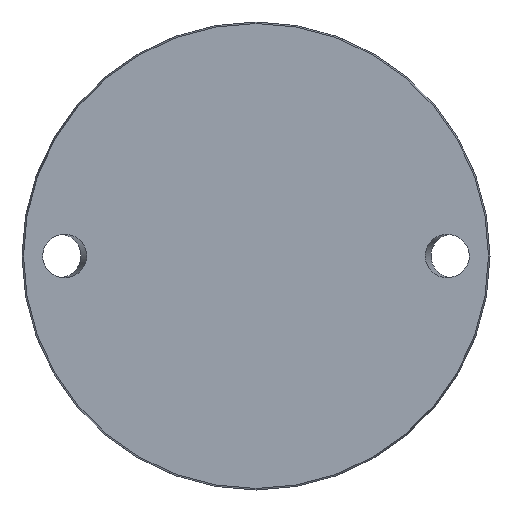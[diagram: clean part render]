
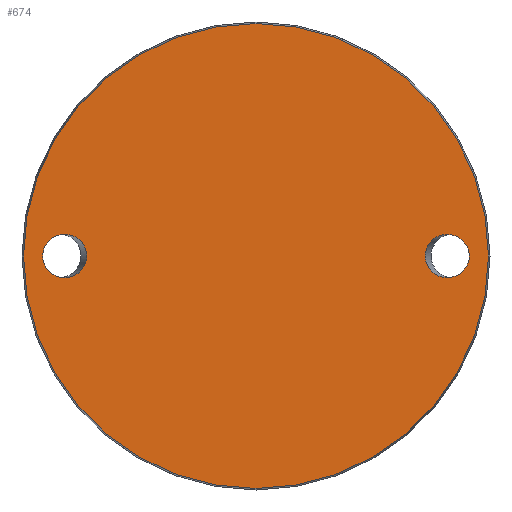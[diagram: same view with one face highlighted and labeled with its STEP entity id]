
A CAD part, front view. The second image highlights one B-rep face of the part: STEP entity #674.
In plain terms, the highlighted planar face has unit normal (0, -1, 0).
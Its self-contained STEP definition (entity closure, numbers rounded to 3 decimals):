
#28 = VERTEX_POINT ( 'NONE', #340 ) ;
#62 = CARTESIAN_POINT ( 'NONE',  ( 64.385, 0., 0. ) ) ;
#68 = CARTESIAN_POINT ( 'NONE',  ( 81.115, 0., 16.5 ) ) ;
#71 = CIRCLE ( 'NONE', #886, 88.425 ) ;
#73 = CARTESIAN_POINT ( 'NONE',  ( -81.115, 0., -16.5 ) ) ;
#83 = CARTESIAN_POINT ( 'NONE',  ( -88.425, 0., 0. ) ) ;
#98 = VERTEX_POINT ( 'NONE', #412 ) ;
#140 = DIRECTION ( 'NONE',  ( 0., 0., -1. ) ) ;
#147 = CARTESIAN_POINT ( 'NONE',  ( -64.385, 0., 16.5 ) ) ;
#160 = CARTESIAN_POINT ( 'NONE',  ( 64.385, 0., -16.5 ) ) ;
#221 = CARTESIAN_POINT ( 'NONE',  ( -64.385, 0., 0. ) ) ;
#229 = FACE_BOUND ( 'NONE', #943, .T. ) ;
#230 = ORIENTED_EDGE ( 'NONE', *, *, #603, .F. ) ;
#265 = VERTEX_POINT ( 'NONE', #757 ) ;
#270 = ORIENTED_EDGE ( 'NONE', *, *, #989, .T. ) ;
#298 = EDGE_LOOP ( 'NONE', ( #230 ) ) ;
#311 = CARTESIAN_POINT ( 'NONE',  ( 64.385, 0., 16.5 ) ) ;
#315 = FACE_OUTER_BOUND ( 'NONE', #619, .T. ) ;
#340 = CARTESIAN_POINT ( 'NONE',  ( -81.115, 0., 0. ) ) ;
#373 = DIRECTION ( 'NONE',  ( 0., -1., 0. ) ) ;
#376 = CARTESIAN_POINT ( 'NONE',  ( 64.385, 0., 0. ) ) ;
#398 = DIRECTION ( 'NONE',  ( 0., 1., 0. ) ) ;
#412 = CARTESIAN_POINT ( 'NONE',  ( 0., 0., -88.425 ) ) ;
#465 = CARTESIAN_POINT ( 'NONE',  ( -64.385, 0., -16.5 ) ) ;
#550 = FACE_BOUND ( 'NONE', #298, .T. ) ;
#560 = CARTESIAN_POINT ( 'NONE',  ( 81.115, 0., -16.5 ) ) ;
#587 =( BOUNDED_CURVE ( )  B_SPLINE_CURVE ( 3, ( #850, #939, #147, #221, #465, #73, #1032 ),
 .UNSPECIFIED., .T., .T. ) 
 B_SPLINE_CURVE_WITH_KNOTS ( ( 4, 3, 4 ),
 ( 0., 3.142, 6.283 ),
 .UNSPECIFIED. ) 
 CURVE ( )  GEOMETRIC_REPRESENTATION_ITEM ( )  RATIONAL_B_SPLINE_CURVE ( ( 1., 0.333, 0.333, 1., 0.333, 0.333, 1. ) ) 
 REPRESENTATION_ITEM ( '' )  );
#603 = EDGE_CURVE ( 'NONE', #265, #265, #653, .T. ) ;
#619 = EDGE_LOOP ( 'NONE', ( #729 ) ) ;
#633 = CARTESIAN_POINT ( 'NONE',  ( 81.115, 0., 0. ) ) ;
#640 = PLANE ( 'NONE',  #816 ) ;
#653 =( BOUNDED_CURVE ( )  B_SPLINE_CURVE ( 3, ( #376, #160, #560, #633, #68, #311, #62 ),
 .UNSPECIFIED., .T., .F. ) 
 B_SPLINE_CURVE_WITH_KNOTS ( ( 4, 3, 4 ),
 ( 0., 3.142, 6.283 ),
 .UNSPECIFIED. ) 
 CURVE ( )  GEOMETRIC_REPRESENTATION_ITEM ( )  RATIONAL_B_SPLINE_CURVE ( ( 1., 0.333, 0.333, 1., 0.333, 0.333, 1. ) ) 
 REPRESENTATION_ITEM ( '' )  );
#674 = ADVANCED_FACE ( 'NONE', ( #229, #550, #315 ), #640, .F. ) ;
#713 = CARTESIAN_POINT ( 'NONE',  ( 0., 0., 0. ) ) ;
#718 = DIRECTION ( 'NONE',  ( 0., 0., 1. ) ) ;
#729 = ORIENTED_EDGE ( 'NONE', *, *, #944, .T. ) ;
#757 = CARTESIAN_POINT ( 'NONE',  ( 64.385, 0., 0. ) ) ;
#816 = AXIS2_PLACEMENT_3D ( 'NONE', #83, #398, #718 ) ;
#850 = CARTESIAN_POINT ( 'NONE',  ( -81.115, 0., 0. ) ) ;
#886 = AXIS2_PLACEMENT_3D ( 'NONE', #713, #373, #140 ) ;
#939 = CARTESIAN_POINT ( 'NONE',  ( -81.115, 0., 16.5 ) ) ;
#943 = EDGE_LOOP ( 'NONE', ( #270 ) ) ;
#944 = EDGE_CURVE ( 'NONE', #98, #98, #71, .T. ) ;
#989 = EDGE_CURVE ( 'NONE', #28, #28, #587, .T. ) ;
#1032 = CARTESIAN_POINT ( 'NONE',  ( -81.115, 0., 0. ) ) ;
